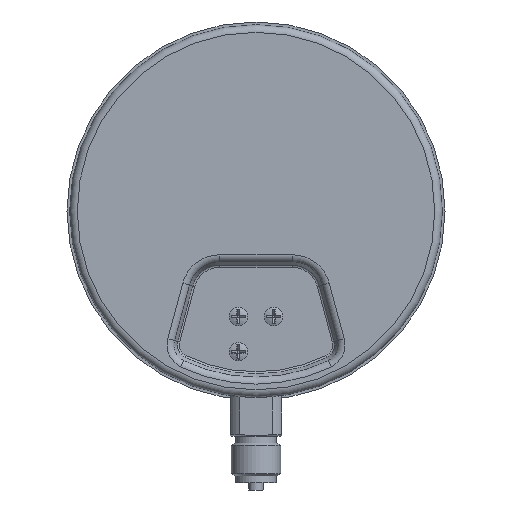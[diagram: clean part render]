
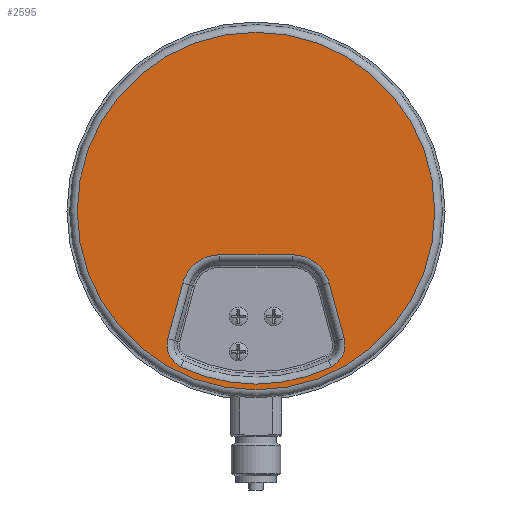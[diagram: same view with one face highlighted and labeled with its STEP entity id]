
A CAD part, left-side view. The second image highlights one B-rep face of the part: STEP entity #2595.
In plain terms, the highlighted planar face has unit normal (-1, 0, 0).
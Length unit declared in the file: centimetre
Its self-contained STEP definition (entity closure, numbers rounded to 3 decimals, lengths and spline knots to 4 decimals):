
#94=PLANE('',#2793);
#334=LINE('',#3546,#472);
#336=LINE('',#3566,#474);
#337=LINE('',#3572,#475);
#472=VECTOR('',#3038,2.4558);
#474=VECTOR('',#3066,2.4558);
#475=VECTOR('',#3075,3.098);
#596=FACE_BOUND('',#805,.T.);
#650=FACE_OUTER_BOUND('',#804,.T.);
#804=EDGE_LOOP('',(#1785));
#805=EDGE_LOOP('',(#1786,#1787,#1788,#1789,#1790,#1791,#1792,#1793));
#967=CIRCLE('',#2769,1.6325);
#970=CIRCLE('',#2774,1.0325);
#973=CIRCLE('',#2778,7.3825);
#976=CIRCLE('',#2782,1.0325);
#979=CIRCLE('',#2787,1.6325);
#980=CIRCLE('',#2794,7.625);
#1044=VERTEX_POINT('',#3535);
#1046=VERTEX_POINT('',#3539);
#1048=VERTEX_POINT('',#3544);
#1050=VERTEX_POINT('',#3550);
#1051=VERTEX_POINT('',#3555);
#1052=VERTEX_POINT('',#3560);
#1053=VERTEX_POINT('',#3564);
#1054=VERTEX_POINT('',#3568);
#1055=VERTEX_POINT('',#3581);
#1324=EDGE_CURVE('',#1046,#1044,#967,.T.);
#1326=EDGE_CURVE('',#1048,#1046,#334,.T.);
#1329=EDGE_CURVE('',#1050,#1048,#970,.T.);
#1332=EDGE_CURVE('',#1051,#1050,#973,.T.);
#1335=EDGE_CURVE('',#1052,#1051,#976,.T.);
#1337=EDGE_CURVE('',#1053,#1052,#336,.T.);
#1339=EDGE_CURVE('',#1054,#1053,#979,.T.);
#1340=EDGE_CURVE('',#1044,#1054,#337,.T.);
#1344=EDGE_CURVE('',#1055,#1055,#980,.T.);
#1785=ORIENTED_EDGE('',*,*,#1344,.T.);
#1786=ORIENTED_EDGE('',*,*,#1324,.F.);
#1787=ORIENTED_EDGE('',*,*,#1326,.F.);
#1788=ORIENTED_EDGE('',*,*,#1329,.F.);
#1789=ORIENTED_EDGE('',*,*,#1332,.F.);
#1790=ORIENTED_EDGE('',*,*,#1335,.F.);
#1791=ORIENTED_EDGE('',*,*,#1337,.F.);
#1792=ORIENTED_EDGE('',*,*,#1339,.F.);
#1793=ORIENTED_EDGE('',*,*,#1340,.F.);
#2595=ADVANCED_FACE('',(#650,#596),#94,.T.);
#2769=AXIS2_PLACEMENT_3D('',#3541,#3032,#3033);
#2774=AXIS2_PLACEMENT_3D('',#3552,#3044,#3045);
#2778=AXIS2_PLACEMENT_3D('',#3557,#3052,#3053);
#2782=AXIS2_PLACEMENT_3D('',#3562,#3060,#3061);
#2787=AXIS2_PLACEMENT_3D('',#3570,#3071,#3072);
#2793=AXIS2_PLACEMENT_3D('',#3580,#3087,#3088);
#2794=AXIS2_PLACEMENT_3D('',#3582,#3089,#3090);
#3032=DIRECTION('center_axis',(-1.,0.,0.));
#3033=DIRECTION('ref_axis',(0.,-0.609,0.793));
#3038=DIRECTION('',(0.,0.259,0.966));
#3044=DIRECTION('center_axis',(-1.,0.,0.));
#3045=DIRECTION('ref_axis',(0.,-0.909,-0.416));
#3052=DIRECTION('center_axis',(-1.,0.,0.));
#3053=DIRECTION('ref_axis',(0.,0.,
-1.));
#3060=DIRECTION('center_axis',(-1.,0.,0.));
#3061=DIRECTION('ref_axis',(0.,0.909,-0.416));
#3066=DIRECTION('',(0.,0.259,-0.966));
#3071=DIRECTION('center_axis',(-1.,0.,0.));
#3072=DIRECTION('ref_axis',(0.,0.609,0.793));
#3075=DIRECTION('',(0.,1.,0.));
#3087=DIRECTION('center_axis',(-1.,0.,0.));
#3088=DIRECTION('ref_axis',(0.,0.,1.));
#3089=DIRECTION('center_axis',(-1.,0.,0.));
#3090=DIRECTION('ref_axis',(0.,1.,0.));
#3535=CARTESIAN_POINT('',(-2.6375,-1.4587,3.879));
#3539=CARTESIAN_POINT('',(-2.6375,-3.0356,2.669));
#3541=CARTESIAN_POINT('Origin',(-2.6375,-1.4587,2.2465));
#3544=CARTESIAN_POINT('',(-2.6375,-3.6712,0.2969));
#3546=CARTESIAN_POINT('',(-2.6375,-2.7363,3.786));
#3550=CARTESIAN_POINT('',(-2.6375,-3.1233,-0.8998));
#3552=CARTESIAN_POINT('Origin',(-2.6375,-2.6739,0.0297));
#3555=CARTESIAN_POINT('',(-2.6375,3.3039,-0.8998));
#3557=CARTESIAN_POINT('Origin',(-2.6375,0.0903,5.7465));
#3560=CARTESIAN_POINT('',(-2.6375,3.8517,0.2969));
#3562=CARTESIAN_POINT('Origin',(-2.6375,2.8544,0.0297));
#3564=CARTESIAN_POINT('',(-2.6375,3.2161,2.669));
#3566=CARTESIAN_POINT('',(-2.6375,2.8544,4.0189));
#3568=CARTESIAN_POINT('',(-2.6375,1.6393,3.879));
#3570=CARTESIAN_POINT('Origin',(-2.6375,1.6393,2.2465));
#3572=CARTESIAN_POINT('',(-2.6375,1.222,3.879));
#3580=CARTESIAN_POINT('Origin',(-2.6375,3.9028,5.7465));
#3581=CARTESIAN_POINT('',(-2.6375,7.7153,5.7465));
#3582=CARTESIAN_POINT('Origin',(-2.6375,0.0903,5.7465));
